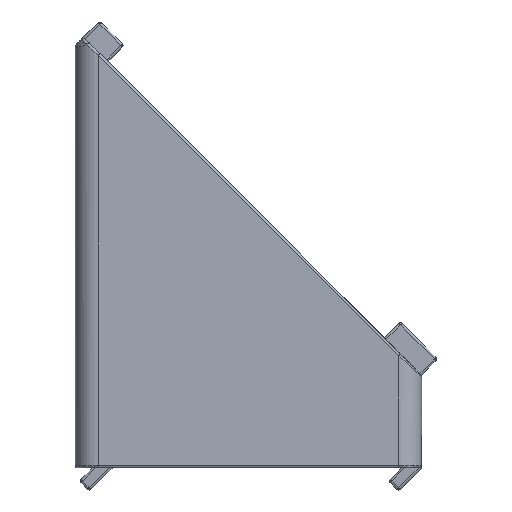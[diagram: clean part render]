
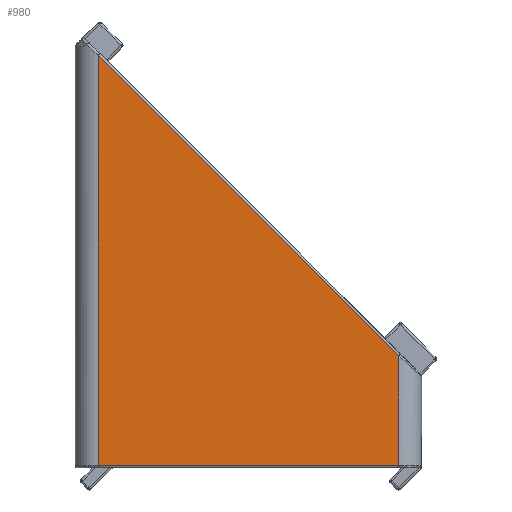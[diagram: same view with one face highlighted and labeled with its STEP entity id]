
A CAD part, left-side view. The second image highlights one B-rep face of the part: STEP entity #980.
In plain terms, the highlighted planar face has unit normal (-1, 0, 0).
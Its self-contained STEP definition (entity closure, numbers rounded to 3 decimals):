
#214 = LINE ( 'NONE', #7179, #4531 ) ;
#717 = VECTOR ( 'NONE', #3539, 1000. ) ;
#736 = CARTESIAN_POINT ( 'NONE',  ( -15., 13., 38. ) ) ;
#936 = LINE ( 'NONE', #8871, #717 ) ;
#980 = ADVANCED_FACE ( 'NONE', ( #8017 ), #3112, .F. ) ;
#1019 = CARTESIAN_POINT ( 'NONE',  ( -15., -13., 38. ) ) ;
#1057 = VECTOR ( 'NONE', #2466, 1000. ) ;
#1276 = ORIENTED_EDGE ( 'NONE', *, *, #7804, .F. ) ;
#1407 = ORIENTED_EDGE ( 'NONE', *, *, #3149, .F. ) ;
#2345 = VERTEX_POINT ( 'NONE', #5930 ) ;
#2466 = DIRECTION ( 'NONE',  ( 0., 0., -1. ) ) ;
#2481 = VERTEX_POINT ( 'NONE', #5231 ) ;
#2825 = CARTESIAN_POINT ( 'NONE',  ( -15., 13., 0.2 ) ) ;
#2978 = VECTOR ( 'NONE', #4393, 1000. ) ;
#3112 = PLANE ( 'NONE',  #9433 ) ;
#3149 = EDGE_CURVE ( 'NONE', #2481, #2345, #4748, .T. ) ;
#3364 = DIRECTION ( 'NONE',  ( 0., 1., 0. ) ) ;
#3539 = DIRECTION ( 'NONE',  ( 0., 0., 1. ) ) ;
#3844 = LINE ( 'NONE', #1019, #1057 ) ;
#3969 = EDGE_LOOP ( 'NONE', ( #1407, #1276, #9075, #5632 ) ) ;
#4393 = DIRECTION ( 'NONE',  ( 0., -0.707, -0.707 ) ) ;
#4531 = VECTOR ( 'NONE', #3364, 1000. ) ;
#4553 = VERTEX_POINT ( 'NONE', #7711 ) ;
#4748 = LINE ( 'NONE', #5050, #2978 ) ;
#5050 = CARTESIAN_POINT ( 'NONE',  ( -15., 13., 35.717 ) ) ;
#5231 = CARTESIAN_POINT ( 'NONE',  ( -15., 13., 35.717 ) ) ;
#5632 = ORIENTED_EDGE ( 'NONE', *, *, #6362, .F. ) ;
#5930 = CARTESIAN_POINT ( 'NONE',  ( -15., -13., 9.717 ) ) ;
#6362 = EDGE_CURVE ( 'NONE', #2345, #4553, #3844, .T. ) ;
#6469 = VERTEX_POINT ( 'NONE', #2825 ) ;
#6882 = DIRECTION ( 'NONE',  ( 0., 0., -1. ) ) ;
#7179 = CARTESIAN_POINT ( 'NONE',  ( -15., 13., 0.2 ) ) ;
#7711 = CARTESIAN_POINT ( 'NONE',  ( -15., -13., 0.2 ) ) ;
#7804 = EDGE_CURVE ( 'NONE', #6469, #2481, #936, .T. ) ;
#8017 = FACE_OUTER_BOUND ( 'NONE', #3969, .T. ) ;
#8445 = DIRECTION ( 'NONE',  ( 1., 0., 0. ) ) ;
#8871 = CARTESIAN_POINT ( 'NONE',  ( -15., 13., 38. ) ) ;
#9075 = ORIENTED_EDGE ( 'NONE', *, *, #9516, .F. ) ;
#9433 = AXIS2_PLACEMENT_3D ( 'NONE', #736, #8445, #6882 ) ;
#9516 = EDGE_CURVE ( 'NONE', #4553, #6469, #214, .T. ) ;
